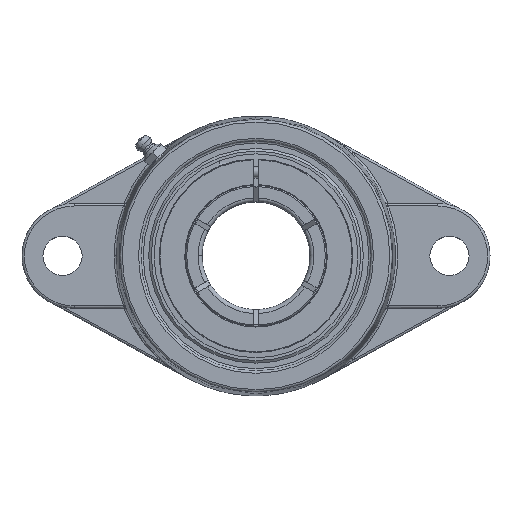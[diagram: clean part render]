
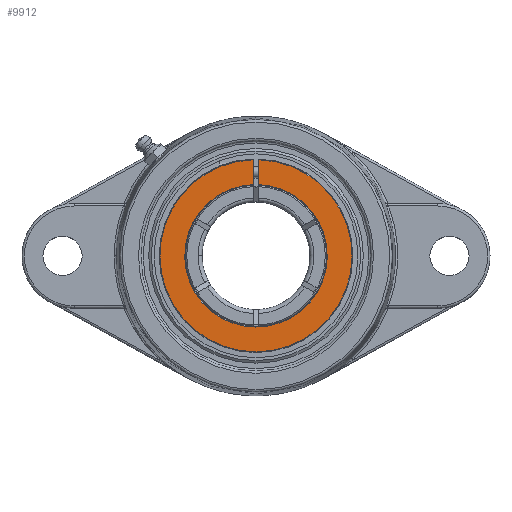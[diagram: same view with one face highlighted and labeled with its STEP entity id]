
A CAD part, top view. The second image highlights one B-rep face of the part: STEP entity #9912.
In plain terms, the highlighted planar face has unit normal (0, 0, 1).
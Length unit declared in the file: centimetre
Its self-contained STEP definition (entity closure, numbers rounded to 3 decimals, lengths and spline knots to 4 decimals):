
#9828=CARTESIAN_POINT('',(0.1,2.7232,1.1));
#9829=VERTEX_POINT('',#9828);
#9836=CARTESIAN_POINT('',(0.1,3.6736,1.1));
#9837=VERTEX_POINT('',#9836);
#9838=CARTESIAN_POINT('',(0.1,12346.2498,1.1));
#9839=DIRECTION('',(0.,-1.,0.));
#9840=VECTOR('',#9839,24690.);
#9841=LINE('',#9838,#9840);
#9842=EDGE_CURVE('',#9837,#9829,#9841,.T.);
#9859=CARTESIAN_POINT('',(-0.1,3.6736,1.1));
#9860=VERTEX_POINT('',#9859);
#9878=CARTESIAN_POINT('',(0.,0.,1.1));
#9879=DIRECTION('',(0.,-0.,-1.));
#9880=DIRECTION('',(0.,-1.,0.));
#9881=AXIS2_PLACEMENT_3D('',#9878,#9879,#9880);
#9882=CIRCLE('',#9881,3.675);
#9883=EDGE_CURVE('',#9837,#9860,#9882,.T.);
#9888=CARTESIAN_POINT('',(0.,0.,1.1));
#9889=DIRECTION('',(0.,0.,1.));
#9890=DIRECTION('',(1.,0.,0.));
#9891=AXIS2_PLACEMENT_3D('',#9888,#9889,#9890);
#9892=PLANE('',#9891);
#9893=ORIENTED_EDGE('',*,*,#9883,.F.);
#9894=ORIENTED_EDGE('',*,*,#9842,.T.);
#9895=CARTESIAN_POINT('',(-0.1,2.7232,1.1));
#9896=VERTEX_POINT('',#9895);
#9897=CARTESIAN_POINT('',(0.,0.,1.1));
#9898=DIRECTION('',(0.,0.,1.));
#9899=DIRECTION('',(-0.,-1.,0.));
#9900=AXIS2_PLACEMENT_3D('',#9897,#9898,#9899);
#9901=CIRCLE('',#9900,2.725);
#9902=EDGE_CURVE('',#9896,#9829,#9901,.T.);
#9903=ORIENTED_EDGE('',*,*,#9902,.F.);
#9904=CARTESIAN_POINT('',(-0.1,-12343.7502,1.1));
#9905=DIRECTION('',(-0.,1.,0.));
#9906=VECTOR('',#9905,24690.);
#9907=LINE('',#9904,#9906);
#9908=EDGE_CURVE('',#9896,#9860,#9907,.T.);
#9909=ORIENTED_EDGE('',*,*,#9908,.T.);
#9910=EDGE_LOOP('',(#9893,#9894,#9903,#9909));
#9911=FACE_BOUND('',#9910,.T.);
#9912=ADVANCED_FACE('',(#9911),#9892,.T.);
